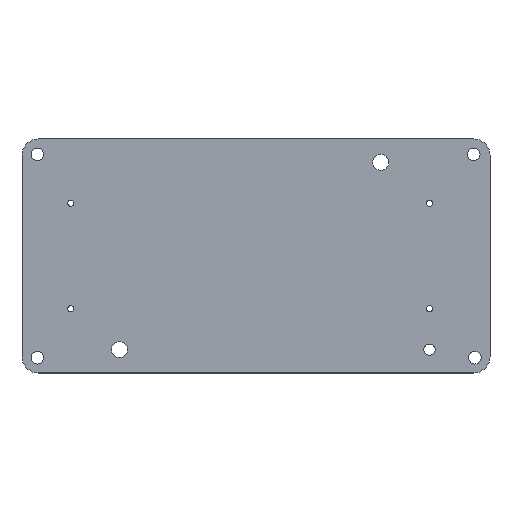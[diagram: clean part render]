
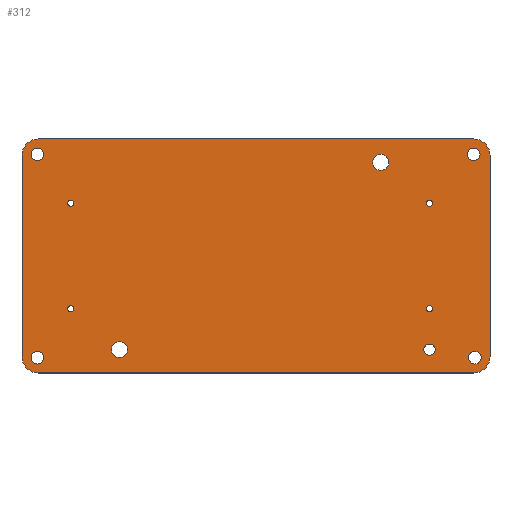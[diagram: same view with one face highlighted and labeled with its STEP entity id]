
A CAD part, top view. The second image highlights one B-rep face of the part: STEP entity #312.
In plain terms, the highlighted planar face has unit normal (0, 0, 1).
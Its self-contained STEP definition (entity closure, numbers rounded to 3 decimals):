
#42 = VERTEX_POINT('',#43);
#43 = CARTESIAN_POINT('',(260.33,54.61,1.6));
#49 = EDGE_CURVE('',#42,#50,#52,.T.);
#50 = VERTEX_POINT('',#51);
#51 = CARTESIAN_POINT('',(263.83,51.11,1.6));
#52 = CIRCLE('',#53,3.5);
#53 = AXIS2_PLACEMENT_3D('',#54,#55,#56);
#54 = CARTESIAN_POINT('',(260.33,51.11,1.6));
#55 = DIRECTION('',(0.,0.,-1.));
#56 = DIRECTION('',(0.,1.,0.));
#84 = VERTEX_POINT('',#85);
#85 = CARTESIAN_POINT('',(167.33,54.61,1.6));
#91 = EDGE_CURVE('',#84,#42,#92,.T.);
#92 = LINE('',#93,#94);
#93 = CARTESIAN_POINT('',(167.33,54.61,1.6));
#94 = VECTOR('',#95,1.);
#95 = DIRECTION('',(1.,0.,0.));
#113 = EDGE_CURVE('',#50,#114,#116,.T.);
#114 = VERTEX_POINT('',#115);
#115 = CARTESIAN_POINT('',(263.83,8.11,1.6));
#116 = LINE('',#117,#118);
#117 = CARTESIAN_POINT('',(263.83,51.11,1.6));
#118 = VECTOR('',#119,1.);
#119 = DIRECTION('',(0.,-1.,0.));
#312 = ADVANCED_FACE('',(#313,#359,#370,#381,#392,#403,#414,#425,#436,
    #447,#458,#469),#480,.T.);
#313 = FACE_BOUND('',#314,.T.);
#314 = EDGE_LOOP('',(#315,#316,#317,#326,#334,#343,#351,#358));
#315 = ORIENTED_EDGE('',*,*,#49,.F.);
#316 = ORIENTED_EDGE('',*,*,#91,.F.);
#317 = ORIENTED_EDGE('',*,*,#318,.F.);
#318 = EDGE_CURVE('',#319,#84,#321,.T.);
#319 = VERTEX_POINT('',#320);
#320 = CARTESIAN_POINT('',(163.83,51.11,1.6));
#321 = CIRCLE('',#322,3.5);
#322 = AXIS2_PLACEMENT_3D('',#323,#324,#325);
#323 = CARTESIAN_POINT('',(167.33,51.11,1.6));
#324 = DIRECTION('',(0.,0.,-1.));
#325 = DIRECTION('',(-1.,0.,-0.));
#326 = ORIENTED_EDGE('',*,*,#327,.F.);
#327 = EDGE_CURVE('',#328,#319,#330,.T.);
#328 = VERTEX_POINT('',#329);
#329 = CARTESIAN_POINT('',(163.83,8.11,1.6));
#330 = LINE('',#331,#332);
#331 = CARTESIAN_POINT('',(163.83,8.11,1.6));
#332 = VECTOR('',#333,1.);
#333 = DIRECTION('',(0.,1.,0.));
#334 = ORIENTED_EDGE('',*,*,#335,.F.);
#335 = EDGE_CURVE('',#336,#328,#338,.T.);
#336 = VERTEX_POINT('',#337);
#337 = CARTESIAN_POINT('',(167.33,4.61,1.6));
#338 = CIRCLE('',#339,3.5);
#339 = AXIS2_PLACEMENT_3D('',#340,#341,#342);
#340 = CARTESIAN_POINT('',(167.33,8.11,1.6));
#341 = DIRECTION('',(0.,0.,-1.));
#342 = DIRECTION('',(0.,-1.,0.));
#343 = ORIENTED_EDGE('',*,*,#344,.F.);
#344 = EDGE_CURVE('',#345,#336,#347,.T.);
#345 = VERTEX_POINT('',#346);
#346 = CARTESIAN_POINT('',(260.33,4.61,1.6));
#347 = LINE('',#348,#349);
#348 = CARTESIAN_POINT('',(260.33,4.61,1.6));
#349 = VECTOR('',#350,1.);
#350 = DIRECTION('',(-1.,0.,0.));
#351 = ORIENTED_EDGE('',*,*,#352,.F.);
#352 = EDGE_CURVE('',#114,#345,#353,.T.);
#353 = CIRCLE('',#354,3.5);
#354 = AXIS2_PLACEMENT_3D('',#355,#356,#357);
#355 = CARTESIAN_POINT('',(260.33,8.11,1.6));
#356 = DIRECTION('',(0.,0.,-1.));
#357 = DIRECTION('',(1.,0.,0.));
#358 = ORIENTED_EDGE('',*,*,#113,.F.);
#359 = FACE_BOUND('',#360,.T.);
#360 = EDGE_LOOP('',(#361));
#361 = ORIENTED_EDGE('',*,*,#362,.T.);
#362 = EDGE_CURVE('',#363,#363,#365,.T.);
#363 = VERTEX_POINT('',#364);
#364 = CARTESIAN_POINT('',(167.132,6.524,1.6));
#365 = CIRCLE('',#366,1.35);
#366 = AXIS2_PLACEMENT_3D('',#367,#368,#369);
#367 = CARTESIAN_POINT('',(167.132,7.874,1.6));
#368 = DIRECTION('',(-0.,0.,-1.));
#369 = DIRECTION('',(-0.,-1.,0.));
#370 = FACE_BOUND('',#371,.T.);
#371 = EDGE_LOOP('',(#372));
#372 = ORIENTED_EDGE('',*,*,#373,.T.);
#373 = EDGE_CURVE('',#374,#374,#376,.T.);
#374 = VERTEX_POINT('',#375);
#375 = CARTESIAN_POINT('',(184.649,7.885,1.6));
#376 = CIRCLE('',#377,1.725);
#377 = AXIS2_PLACEMENT_3D('',#378,#379,#380);
#378 = CARTESIAN_POINT('',(184.649,9.61,1.6));
#379 = DIRECTION('',(-0.,0.,-1.));
#380 = DIRECTION('',(-0.,-1.,0.));
#381 = FACE_BOUND('',#382,.T.);
#382 = EDGE_LOOP('',(#383));
#383 = ORIENTED_EDGE('',*,*,#384,.T.);
#384 = EDGE_CURVE('',#385,#385,#387,.T.);
#385 = VERTEX_POINT('',#386);
#386 = CARTESIAN_POINT('',(174.244,17.67,1.6));
#387 = CIRCLE('',#388,0.66);
#388 = AXIS2_PLACEMENT_3D('',#389,#390,#391);
#389 = CARTESIAN_POINT('',(174.244,18.33,1.6));
#390 = DIRECTION('',(-0.,0.,-1.));
#391 = DIRECTION('',(-0.,-1.,0.));
#392 = FACE_BOUND('',#393,.T.);
#393 = EDGE_LOOP('',(#394));
#394 = ORIENTED_EDGE('',*,*,#395,.T.);
#395 = EDGE_CURVE('',#396,#396,#398,.T.);
#396 = VERTEX_POINT('',#397);
#397 = CARTESIAN_POINT('',(260.604,6.524,1.6));
#398 = CIRCLE('',#399,1.35);
#399 = AXIS2_PLACEMENT_3D('',#400,#401,#402);
#400 = CARTESIAN_POINT('',(260.604,7.874,1.6));
#401 = DIRECTION('',(-0.,0.,-1.));
#402 = DIRECTION('',(0.,-1.,0.));
#403 = FACE_BOUND('',#404,.T.);
#404 = EDGE_LOOP('',(#405));
#405 = ORIENTED_EDGE('',*,*,#406,.T.);
#406 = EDGE_CURVE('',#407,#407,#409,.T.);
#407 = VERTEX_POINT('',#408);
#408 = CARTESIAN_POINT('',(250.904,8.415,1.6));
#409 = CIRCLE('',#410,1.195);
#410 = AXIS2_PLACEMENT_3D('',#411,#412,#413);
#411 = CARTESIAN_POINT('',(250.904,9.61,1.6));
#412 = DIRECTION('',(-0.,0.,-1.));
#413 = DIRECTION('',(-0.,-1.,0.));
#414 = FACE_BOUND('',#415,.T.);
#415 = EDGE_LOOP('',(#416));
#416 = ORIENTED_EDGE('',*,*,#417,.T.);
#417 = EDGE_CURVE('',#418,#418,#420,.T.);
#418 = VERTEX_POINT('',#419);
#419 = CARTESIAN_POINT('',(250.904,17.67,1.6));
#420 = CIRCLE('',#421,0.66);
#421 = AXIS2_PLACEMENT_3D('',#422,#423,#424);
#422 = CARTESIAN_POINT('',(250.904,18.33,1.6));
#423 = DIRECTION('',(-0.,0.,-1.));
#424 = DIRECTION('',(-0.,-1.,0.));
#425 = FACE_BOUND('',#426,.T.);
#426 = EDGE_LOOP('',(#427));
#427 = ORIENTED_EDGE('',*,*,#428,.T.);
#428 = EDGE_CURVE('',#429,#429,#431,.T.);
#429 = VERTEX_POINT('',#430);
#430 = CARTESIAN_POINT('',(174.244,40.23,1.6));
#431 = CIRCLE('',#432,0.66);
#432 = AXIS2_PLACEMENT_3D('',#433,#434,#435);
#433 = CARTESIAN_POINT('',(174.244,40.89,1.6));
#434 = DIRECTION('',(-0.,0.,-1.));
#435 = DIRECTION('',(-0.,-1.,0.));
#436 = FACE_BOUND('',#437,.T.);
#437 = EDGE_LOOP('',(#438));
#438 = ORIENTED_EDGE('',*,*,#439,.T.);
#439 = EDGE_CURVE('',#440,#440,#442,.T.);
#440 = VERTEX_POINT('',#441);
#441 = CARTESIAN_POINT('',(167.132,49.958,1.6));
#442 = CIRCLE('',#443,1.35);
#443 = AXIS2_PLACEMENT_3D('',#444,#445,#446);
#444 = CARTESIAN_POINT('',(167.132,51.308,1.6));
#445 = DIRECTION('',(-0.,0.,-1.));
#446 = DIRECTION('',(-0.,-1.,0.));
#447 = FACE_BOUND('',#448,.T.);
#448 = EDGE_LOOP('',(#449));
#449 = ORIENTED_EDGE('',*,*,#450,.T.);
#450 = EDGE_CURVE('',#451,#451,#453,.T.);
#451 = VERTEX_POINT('',#452);
#452 = CARTESIAN_POINT('',(250.904,40.23,1.6));
#453 = CIRCLE('',#454,0.66);
#454 = AXIS2_PLACEMENT_3D('',#455,#456,#457);
#455 = CARTESIAN_POINT('',(250.904,40.89,1.6));
#456 = DIRECTION('',(-0.,0.,-1.));
#457 = DIRECTION('',(-0.,-1.,0.));
#458 = FACE_BOUND('',#459,.T.);
#459 = EDGE_LOOP('',(#460));
#460 = ORIENTED_EDGE('',*,*,#461,.T.);
#461 = EDGE_CURVE('',#462,#462,#464,.T.);
#462 = VERTEX_POINT('',#463);
#463 = CARTESIAN_POINT('',(240.499,47.885,1.6));
#464 = CIRCLE('',#465,1.725);
#465 = AXIS2_PLACEMENT_3D('',#466,#467,#468);
#466 = CARTESIAN_POINT('',(240.499,49.61,1.6));
#467 = DIRECTION('',(-0.,0.,-1.));
#468 = DIRECTION('',(-0.,-1.,0.));
#469 = FACE_BOUND('',#470,.T.);
#470 = EDGE_LOOP('',(#471));
#471 = ORIENTED_EDGE('',*,*,#472,.T.);
#472 = EDGE_CURVE('',#473,#473,#475,.T.);
#473 = VERTEX_POINT('',#474);
#474 = CARTESIAN_POINT('',(260.35,49.958,1.6));
#475 = CIRCLE('',#476,1.35);
#476 = AXIS2_PLACEMENT_3D('',#477,#478,#479);
#477 = CARTESIAN_POINT('',(260.35,51.308,1.6));
#478 = DIRECTION('',(-0.,0.,-1.));
#479 = DIRECTION('',(-0.,-1.,0.));
#480 = PLANE('',#481);
#481 = AXIS2_PLACEMENT_3D('',#482,#483,#484);
#482 = CARTESIAN_POINT('',(0.,0.,1.6));
#483 = DIRECTION('',(0.,0.,1.));
#484 = DIRECTION('',(1.,0.,-0.));
